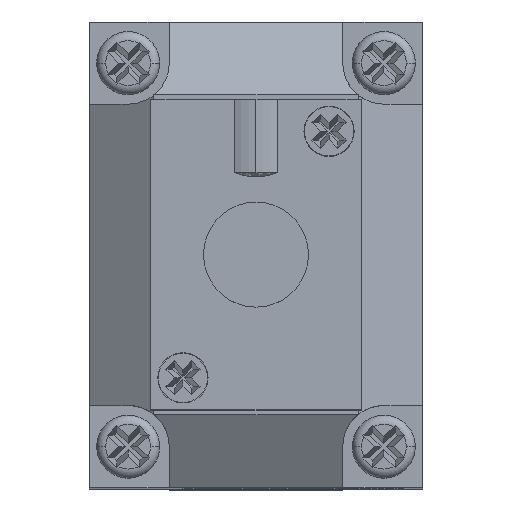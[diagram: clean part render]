
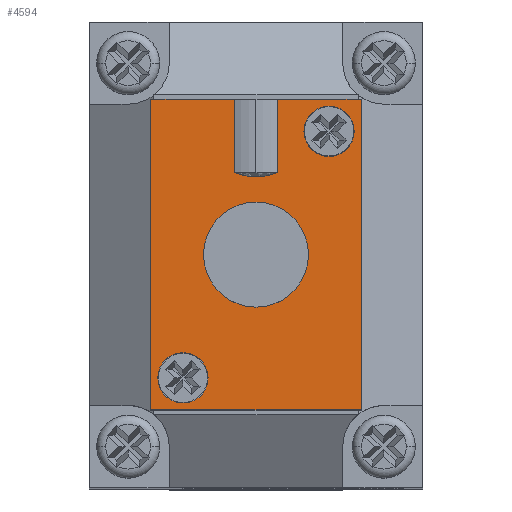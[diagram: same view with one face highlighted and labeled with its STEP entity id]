
A CAD part, top view. The second image highlights one B-rep face of the part: STEP entity #4594.
In plain terms, the highlighted planar face has unit normal (0, 0, 1).
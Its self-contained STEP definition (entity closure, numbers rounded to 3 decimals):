
#837 = CARTESIAN_POINT ( 'NONE',  ( -2.398, 9., 13. ) ) ;
#838 = DIRECTION ( 'NONE',  ( 0., 1., 0. ) ) ;
#1594 = LINE ( 'NONE', #837, #1596 ) ;
#1596 = VECTOR ( 'NONE', #838, 1000. ) ;
#2014 = VERTEX_POINT ( 'NONE', #6842 ) ;
#2017 = VERTEX_POINT ( 'NONE', #6839 ) ;
#2023 = VERTEX_POINT ( 'NONE', #6832 ) ;
#2024 = VERTEX_POINT ( 'NONE', #6831 ) ;
#2028 = VERTEX_POINT ( 'NONE', #6826 ) ;
#2035 = VERTEX_POINT ( 'NONE', #6818 ) ;
#2036 = VERTEX_POINT ( 'NONE', #6815 ) ;
#2037 = VERTEX_POINT ( 'NONE', #6814 ) ;
#2049 = VERTEX_POINT ( 'NONE', #6801 ) ;
#2051 = VERTEX_POINT ( 'NONE', #6799 ) ;
#2052 = VERTEX_POINT ( 'NONE', #6798 ) ;
#2053 = VERTEX_POINT ( 'NONE', #6797 ) ;
#2250 = VERTEX_POINT ( 'NONE', #6317 ) ;
#2253 = VERTEX_POINT ( 'NONE', #6314 ) ;
#3295 = FACE_BOUND ( 'NONE', #8571, .T. ) ;
#3296 = FACE_BOUND ( 'NONE', #8572, .T. ) ;
#3297 = FACE_BOUND ( 'NONE', #8573, .T. ) ;
#3298 = FACE_OUTER_BOUND ( 'NONE', #8574, .T. ) ;
#3799 = CIRCLE ( 'NONE', #4801, 2.75 ) ;
#3805 = CIRCLE ( 'NONE', #4803, 2.75 ) ;
#3811 = CIRCLE ( 'NONE', #4805, 5.75 ) ;
#3813 = CIRCLE ( 'NONE', #4806, 5.75 ) ;
#3814 = CIRCLE ( 'NONE', #4807, 2.75 ) ;
#3815 = LINE ( 'NONE', #4235, #3817 ) ;
#3816 = CIRCLE ( 'NONE', #4808, 2.75 ) ;
#3817 = VECTOR ( 'NONE', #4236, 1000. ) ;
#3818 = LINE ( 'NONE', #4240, #3820 ) ;
#3819 = CIRCLE ( 'NONE', #4809, 6. ) ;
#3820 = VECTOR ( 'NONE', #4241, 1000. ) ;
#3821 = LINE ( 'NONE', #4242, #3822 ) ;
#3822 = VECTOR ( 'NONE', #4243, 1000. ) ;
#3823 = LINE ( 'NONE', #4244, #3824 ) ;
#3824 = VECTOR ( 'NONE', #4245, 1000. ) ;
#3825 = LINE ( 'NONE', #4246, #3826 ) ;
#3826 = VECTOR ( 'NONE', #4247, 1000. ) ;
#3827 = LINE ( 'NONE', #4248, #3828 ) ;
#3828 = VECTOR ( 'NONE', #4249, 1000. ) ;
#4201 = CARTESIAN_POINT ( 'NONE',  ( -8., -13.5, 13. ) ) ;
#4202 = DIRECTION ( 'NONE',  ( 0., 0., 1. ) ) ;
#4203 = DIRECTION ( 'NONE',  ( 1., 0., 0. ) ) ;
#4211 = CARTESIAN_POINT ( 'NONE',  ( 8., 13.5, 13. ) ) ;
#4212 = DIRECTION ( 'NONE',  ( 0., 0., 1. ) ) ;
#4213 = DIRECTION ( 'NONE',  ( 1., 0., 0. ) ) ;
#4221 = CARTESIAN_POINT ( 'NONE',  ( 0., 0., 13. ) ) ;
#4222 = DIRECTION ( 'NONE',  ( 0., 0., 1. ) ) ;
#4223 = DIRECTION ( 'NONE',  ( 1., 0., 0. ) ) ;
#4226 = CARTESIAN_POINT ( 'NONE',  ( 0., 0., 13. ) ) ;
#4227 = DIRECTION ( 'NONE',  ( 0., 0., 1. ) ) ;
#4228 = DIRECTION ( 'NONE',  ( 1., 0., 0. ) ) ;
#4229 = CARTESIAN_POINT ( 'NONE',  ( 8., 13.5, 13. ) ) ;
#4230 = DIRECTION ( 'NONE',  ( 0., 0., 1. ) ) ;
#4231 = DIRECTION ( 'NONE',  ( 1., 0., 0. ) ) ;
#4232 = CARTESIAN_POINT ( 'NONE',  ( -8., -13.5, 13. ) ) ;
#4233 = DIRECTION ( 'NONE',  ( 0., 0., 1. ) ) ;
#4234 = DIRECTION ( 'NONE',  ( 1., 0., 0. ) ) ;
#4235 = CARTESIAN_POINT ( 'NONE',  ( 2.398, 9., 13. ) ) ;
#4236 = DIRECTION ( 'NONE',  ( 0., 1., 0. ) ) ;
#4237 = CARTESIAN_POINT ( 'NONE',  ( 0., 14.5, 13. ) ) ;
#4238 = DIRECTION ( 'NONE',  ( 0., 0., -1. ) ) ;
#4239 = DIRECTION ( 'NONE',  ( 1., 0., 0. ) ) ;
#4240 = CARTESIAN_POINT ( 'NONE',  ( -11.5, 17., 13. ) ) ;
#4241 = DIRECTION ( 'NONE',  ( -1., 0., 0. ) ) ;
#4242 = CARTESIAN_POINT ( 'NONE',  ( -11.5, 17., 13. ) ) ;
#4243 = DIRECTION ( 'NONE',  ( 0., -1., 0. ) ) ;
#4244 = CARTESIAN_POINT ( 'NONE',  ( -11.5, -17., 13. ) ) ;
#4245 = DIRECTION ( 'NONE',  ( 1., 0., 0. ) ) ;
#4246 = CARTESIAN_POINT ( 'NONE',  ( 11.5, 17., 13. ) ) ;
#4247 = DIRECTION ( 'NONE',  ( 0., 1., 0. ) ) ;
#4248 = CARTESIAN_POINT ( 'NONE',  ( -11.5, 17., 13. ) ) ;
#4249 = DIRECTION ( 'NONE',  ( -1., 0., 0. ) ) ;
#4594 = ADVANCED_FACE ( 'NONE', ( #3295, #3296, #3297, #3298 ), #7756, .T. ) ;
#4629 = ORIENTED_EDGE ( 'NONE', *, *, #6224, .T. ) ;
#4630 = ORIENTED_EDGE ( 'NONE', *, *, #6223, .T. ) ;
#4631 = ORIENTED_EDGE ( 'NONE', *, *, #6222, .T. ) ;
#4632 = ORIENTED_EDGE ( 'NONE', *, *, #6221, .T. ) ;
#4633 = ORIENTED_EDGE ( 'NONE', *, *, #6220, .T. ) ;
#4634 = ORIENTED_EDGE ( 'NONE', *, *, #7513, .T. ) ;
#4635 = ORIENTED_EDGE ( 'NONE', *, *, #6219, .T. ) ;
#4636 = ORIENTED_EDGE ( 'NONE', *, *, #6218, .F. ) ;
#4637 = ORIENTED_EDGE ( 'NONE', *, *, #6205, .F. ) ;
#4638 = ORIENTED_EDGE ( 'NONE', *, *, #6217, .F. ) ;
#4639 = ORIENTED_EDGE ( 'NONE', *, *, #6209, .F. ) ;
#4640 = ORIENTED_EDGE ( 'NONE', *, *, #6216, .F. ) ;
#4641 = ORIENTED_EDGE ( 'NONE', *, *, #6213, .F. ) ;
#4642 = ORIENTED_EDGE ( 'NONE', *, *, #6215, .F. ) ;
#4709 = AXIS2_PLACEMENT_3D ( 'NONE', #7757, #7758, #7759 ) ;
#4801 = AXIS2_PLACEMENT_3D ( 'NONE', #4201, #4202, #4203 ) ;
#4803 = AXIS2_PLACEMENT_3D ( 'NONE', #4211, #4212, #4213 ) ;
#4805 = AXIS2_PLACEMENT_3D ( 'NONE', #4221, #4222, #4223 ) ;
#4806 = AXIS2_PLACEMENT_3D ( 'NONE', #4226, #4227, #4228 ) ;
#4807 = AXIS2_PLACEMENT_3D ( 'NONE', #4229, #4230, #4231 ) ;
#4808 = AXIS2_PLACEMENT_3D ( 'NONE', #4232, #4233, #4234 ) ;
#4809 = AXIS2_PLACEMENT_3D ( 'NONE', #4237, #4238, #4239 ) ;
#6205 = EDGE_CURVE ( 'NONE', #2014, #2017, #3799, .T. ) ;
#6209 = EDGE_CURVE ( 'NONE', #2023, #2024, #3805, .T. ) ;
#6213 = EDGE_CURVE ( 'NONE', #2035, #2037, #3811, .T. ) ;
#6215 = EDGE_CURVE ( 'NONE', #2037, #2035, #3813, .T. ) ;
#6216 = EDGE_CURVE ( 'NONE', #2024, #2023, #3814, .T. ) ;
#6217 = EDGE_CURVE ( 'NONE', #2017, #2014, #3816, .T. ) ;
#6218 = EDGE_CURVE ( 'NONE', #2049, #2051, #3815, .T. ) ;
#6219 = EDGE_CURVE ( 'NONE', #2049, #2250, #3819, .T. ) ;
#6220 = EDGE_CURVE ( 'NONE', #2253, #2052, #3818, .T. ) ;
#6221 = EDGE_CURVE ( 'NONE', #2052, #2053, #3821, .T. ) ;
#6222 = EDGE_CURVE ( 'NONE', #2053, #2036, #3823, .T. ) ;
#6223 = EDGE_CURVE ( 'NONE', #2036, #2028, #3825, .T. ) ;
#6224 = EDGE_CURVE ( 'NONE', #2028, #2051, #3827, .T. ) ;
#6314 = CARTESIAN_POINT ( 'NONE',  ( -2.398, 17., 13. ) ) ;
#6317 = CARTESIAN_POINT ( 'NONE',  ( -2.398, 9., 13. ) ) ;
#6797 = CARTESIAN_POINT ( 'NONE',  ( -11.5, -17., 13. ) ) ;
#6798 = CARTESIAN_POINT ( 'NONE',  ( -11.5, 17., 13. ) ) ;
#6799 = CARTESIAN_POINT ( 'NONE',  ( 2.398, 17., 13. ) ) ;
#6801 = CARTESIAN_POINT ( 'NONE',  ( 2.398, 9., 13. ) ) ;
#6814 = CARTESIAN_POINT ( 'NONE',  ( 5.75, 0., 13. ) ) ;
#6815 = CARTESIAN_POINT ( 'NONE',  ( 11.5, -17., 13. ) ) ;
#6818 = CARTESIAN_POINT ( 'NONE',  ( -5.75, 0., 13. ) ) ;
#6826 = CARTESIAN_POINT ( 'NONE',  ( 11.5, 17., 13. ) ) ;
#6831 = CARTESIAN_POINT ( 'NONE',  ( 10.75, 13.5, 13. ) ) ;
#6832 = CARTESIAN_POINT ( 'NONE',  ( 5.25, 13.5, 13. ) ) ;
#6839 = CARTESIAN_POINT ( 'NONE',  ( -5.25, -13.5, 13. ) ) ;
#6842 = CARTESIAN_POINT ( 'NONE',  ( -10.75, -13.5, 13. ) ) ;
#7513 = EDGE_CURVE ( 'NONE', #2250, #2253, #1594, .T. ) ;
#7756 = PLANE ( 'NONE',  #4709 ) ;
#7757 = CARTESIAN_POINT ( 'NONE',  ( 11.5, -17., 13. ) ) ;
#7758 = DIRECTION ( 'NONE',  ( 0., 0., 1. ) ) ;
#7759 = DIRECTION ( 'NONE',  ( 1., 0., 0. ) ) ;
#8571 = EDGE_LOOP ( 'NONE', ( #4642, #4641 ) ) ;
#8572 = EDGE_LOOP ( 'NONE', ( #4640, #4639 ) ) ;
#8573 = EDGE_LOOP ( 'NONE', ( #4638, #4637 ) ) ;
#8574 = EDGE_LOOP ( 'NONE', ( #4636, #4635, #4634, #4633, #4632, #4631, #4630, #4629 ) ) ;
